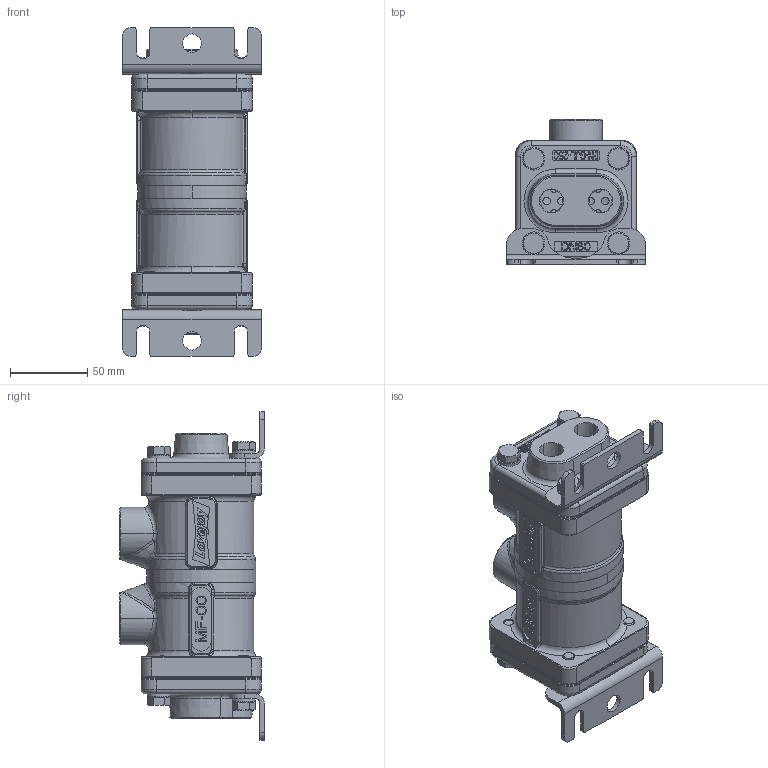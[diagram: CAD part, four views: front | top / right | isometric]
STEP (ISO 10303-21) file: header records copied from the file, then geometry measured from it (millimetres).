
FILE_DESCRIPTION((''),'2;1');
FILE_NAME('84527103139_ASM','2013-06-21T',('ppetruska'),(''),'PRO/ENGINEER BY PARAMETRIC TECHNOLOGY CORPORATION, 2012480','PRO/ENGINEER BY PARAMETRIC TECHNOLOGY CORPORATION, 2012480','');
FILE_SCHEMA(('CONFIG_CONTROL_DESIGN'));
Products named in the file (16): 84527108775_AF1; 84527108779_AF0_ASM; 84527108856_ASM; SIZE_60_WR_HDR_HDR; 84527108694; 84527108790; 84527108819_AF1; 84527103047_ASM; 84527108859_AF0; 84527103045_ASM; 84527108791; 84527103003; 84527108794; 84527103004; 68514457302; 84527103139_ASM
Assembly tree (30 placements, depth 4):
  84527103139_ASM
    84527108856_ASM  x2
      84527108779_AF0_ASM
        84527108775_AF1
    SIZE_60_WR_HDR_HDR
    84527108694
    84527108790
    84527103047_ASM
      84527108819_AF1
    84527103045_ASM
      84527108859_AF0
    84527108791  x2
    84527103003
    84527108794  x8
    84527103004  x4
    68514457302  x4
Bounding box: 90 x 94 x 213 mm (x, y, z)
Volume: 415648.9 mm3; surface area: 174815.2 mm2
Topology: 26 solids, 26 shells, 2282 faces, 5955 edges, 3806 vertices
Faces by surface type: plane 1406, cylinder 396, cone 250, bspline 123, torus 69, extrusion 28, sphere 10
Entity records: 55103 total; most frequent: CARTESIAN_POINT 14944, ORIENTED_EDGE 8496, DIRECTION 7862, EDGE_CURVE 4248, VECTOR 3270, LINE 3256, VERTEX_POINT 2744, AXIS2_PLACEMENT_3D 2296
